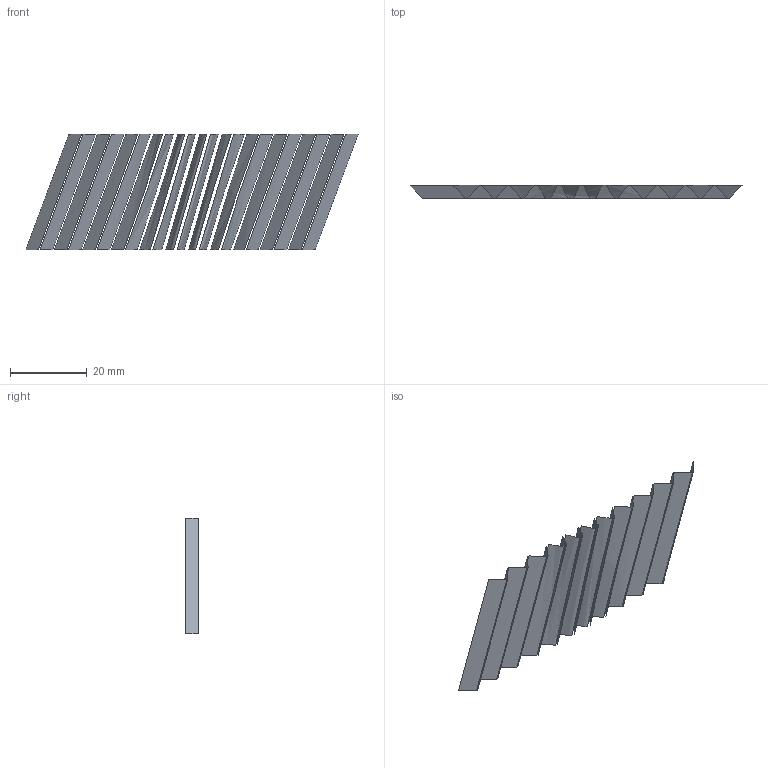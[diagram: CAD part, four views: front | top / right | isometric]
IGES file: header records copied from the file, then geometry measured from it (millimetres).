
Global section: file name: VR_RACK_SAMPLE.igs; native system: zakgear                                          fffff; preprocessor: fffffffffffffffffffffffffffffffffffffffffffffffffffffffffffffff.; date: 20071208.082049; units: millimetre
Bounding box: 86.59 x 3.39 x 30 mm (x, y, z)
Surface area: 3022.1 mm2 (no closed solid volume)
Topology: 0 solids, 0 shells, 22 faces, 88 edges, 88 vertices
Faces by surface type: bspline 22
